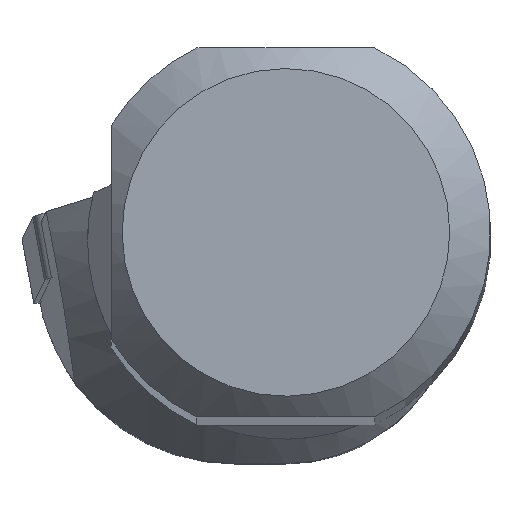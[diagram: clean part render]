
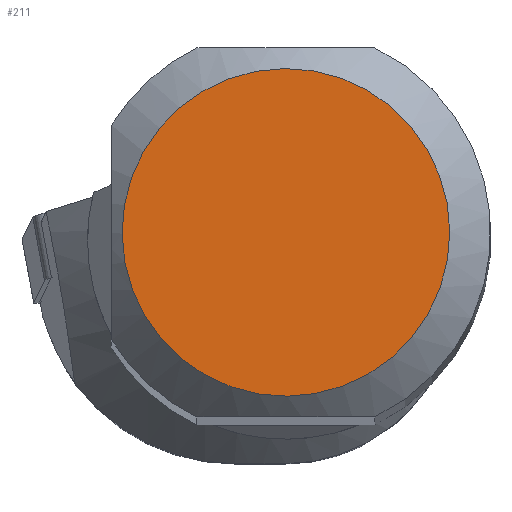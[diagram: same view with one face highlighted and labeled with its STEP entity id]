
A CAD part, top view. The second image highlights one B-rep face of the part: STEP entity #211.
In plain terms, the highlighted planar face has unit normal (0, 0, 1).
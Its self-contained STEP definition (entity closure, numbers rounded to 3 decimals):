
#164=FACE_OUTER_BOUND('',#413,.T.);
#211=ADVANCED_FACE('CU_SU_BP3',(#164),#242,.F.);
#242=PLANE('',#1099);
#413=EDGE_LOOP('',(#622));
#622=ORIENTED_EDGE('',*,*,#883,.T.);
#768=VERTEX_POINT('',#1750);
#883=EDGE_CURVE('',#768,#768,#930,.T.);
#930=CIRCLE('',#1094,7.991);
#1094=AXIS2_PLACEMENT_3D('',#1749,#1324,#1325);
#1099=AXIS2_PLACEMENT_3D('',#1769,#1334,#1335);
#1324=DIRECTION('',(0.,0.,1.));
#1325=DIRECTION('',(-0.983,-0.181,0.));
#1334=DIRECTION('',(0.,0.,-1.));
#1335=DIRECTION('',(-0.983,-0.181,0.));
#1749=CARTESIAN_POINT('',(0.,0.,
0.));
#1750=CARTESIAN_POINT('',(-7.859,-1.45,0.));
#1769=CARTESIAN_POINT('',(-9.991,0.,0.));
